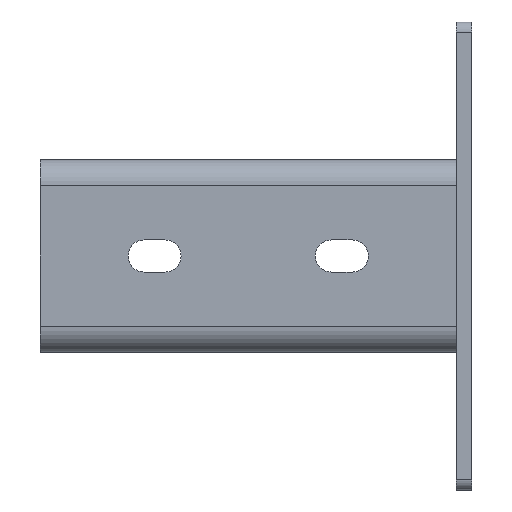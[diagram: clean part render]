
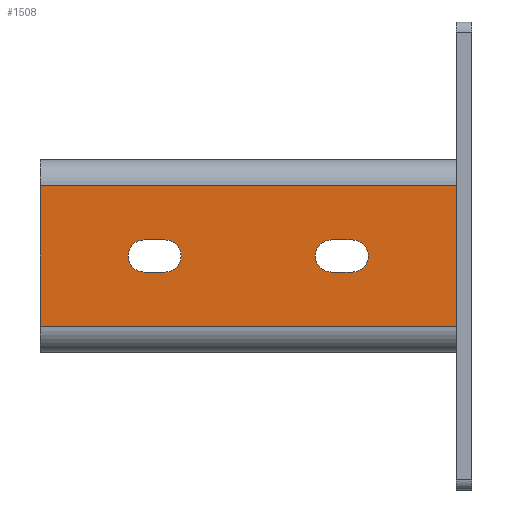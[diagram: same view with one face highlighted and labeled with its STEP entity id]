
A CAD part, left-side view. The second image highlights one B-rep face of the part: STEP entity #1508.
In plain terms, the highlighted planar face has unit normal (-1, 0, 0).
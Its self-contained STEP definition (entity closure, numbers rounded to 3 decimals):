
#5 = FACE_BOUND ( 'NONE', #1968, .T. ) ;
#13 = VERTEX_POINT ( 'NONE', #1033 ) ;
#38 = DIRECTION ( 'NONE',  ( 0., 1., 0. ) ) ;
#42 = CIRCLE ( 'NONE', #1104, 3.1 ) ;
#47 = ORIENTED_EDGE ( 'NONE', *, *, #440, .F. ) ;
#63 = CARTESIAN_POINT ( 'NONE',  ( -1., 24., 3.158 ) ) ;
#131 = CARTESIAN_POINT ( 'NONE',  ( -1., 20., -3.042 ) ) ;
#184 = EDGE_CURVE ( 'NONE', #13, #1516, #886, .T. ) ;
#216 = LINE ( 'NONE', #1168, #417 ) ;
#227 = EDGE_LOOP ( 'NONE', ( #1304, #953, #2001, #981 ) ) ;
#256 = ORIENTED_EDGE ( 'NONE', *, *, #2205, .F. ) ;
#300 = PLANE ( 'NONE',  #359 ) ;
#305 = LINE ( 'NONE', #131, #1122 ) ;
#307 = VECTOR ( 'NONE', #1452, 1000. ) ;
#349 = EDGE_CURVE ( 'NONE', #1449, #1630, #42, .T. ) ;
#359 = AXIS2_PLACEMENT_3D ( 'NONE', #2017, #880, #2195 ) ;
#370 = VERTEX_POINT ( 'NONE', #1292 ) ;
#371 = CARTESIAN_POINT ( 'NONE',  ( -1., 20., 3.158 ) ) ;
#378 = DIRECTION ( 'NONE',  ( 0., 0., -1. ) ) ;
#393 = ORIENTED_EDGE ( 'NONE', *, *, #667, .F. ) ;
#395 = EDGE_CURVE ( 'NONE', #1164, #461, #2307, .T. ) ;
#407 = EDGE_CURVE ( 'NONE', #841, #426, #216, .T. ) ;
#417 = VECTOR ( 'NONE', #807, 1000. ) ;
#424 = VERTEX_POINT ( 'NONE', #63 ) ;
#426 = VERTEX_POINT ( 'NONE', #1744 ) ;
#432 = ORIENTED_EDGE ( 'NONE', *, *, #1675, .F. ) ;
#440 = EDGE_CURVE ( 'NONE', #1299, #1449, #305, .T. ) ;
#461 = VERTEX_POINT ( 'NONE', #2011 ) ;
#494 = AXIS2_PLACEMENT_3D ( 'NONE', #1543, #1194, #1351 ) ;
#501 = CARTESIAN_POINT ( 'NONE',  ( -1., 60., -3.042 ) ) ;
#505 = VERTEX_POINT ( 'NONE', #501 ) ;
#510 = CARTESIAN_POINT ( 'NONE',  ( -1., 80., 13.558 ) ) ;
#553 = CARTESIAN_POINT ( 'NONE',  ( -1., 0., -15.442 ) ) ;
#606 = CARTESIAN_POINT ( 'NONE',  ( -1., 24., -3.042 ) ) ;
#661 = VERTEX_POINT ( 'NONE', #510 ) ;
#667 = EDGE_CURVE ( 'NONE', #668, #841, #1088, .T. ) ;
#668 = VERTEX_POINT ( 'NONE', #927 ) ;
#715 = DIRECTION ( 'NONE',  ( 0., 0., -1. ) ) ;
#742 = AXIS2_PLACEMENT_3D ( 'NONE', #1536, #809, #1555 ) ;
#789 = DIRECTION ( 'NONE',  ( 0., 1., 0. ) ) ;
#798 = VECTOR ( 'NONE', #2206, 1000. ) ;
#800 = LINE ( 'NONE', #1489, #1025 ) ;
#807 = DIRECTION ( 'NONE',  ( 0., 1., 0. ) ) ;
#809 = DIRECTION ( 'NONE',  ( -1., 0., 0. ) ) ;
#841 = VERTEX_POINT ( 'NONE', #1616 ) ;
#857 = VECTOR ( 'NONE', #1436, 1000. ) ;
#880 = DIRECTION ( 'NONE',  ( -1., 0., 0. ) ) ;
#883 = CARTESIAN_POINT ( 'NONE',  ( -1., 0., 9.208 ) ) ;
#886 = LINE ( 'NONE', #553, #307 ) ;
#902 = ORIENTED_EDGE ( 'NONE', *, *, #349, .F. ) ;
#927 = CARTESIAN_POINT ( 'NONE',  ( -1., -3., 9.208 ) ) ;
#953 = ORIENTED_EDGE ( 'NONE', *, *, #1852, .F. ) ;
#981 = ORIENTED_EDGE ( 'NONE', *, *, #1476, .F. ) ;
#984 = ORIENTED_EDGE ( 'NONE', *, *, #407, .F. ) ;
#1013 = CARTESIAN_POINT ( 'NONE',  ( -1., 60., 3.158 ) ) ;
#1025 = VECTOR ( 'NONE', #715, 1000. ) ;
#1033 = CARTESIAN_POINT ( 'NONE',  ( -1., 0., 13.558 ) ) ;
#1088 = LINE ( 'NONE', #1889, #1715 ) ;
#1098 = EDGE_CURVE ( 'NONE', #1359, #505, #2095, .T. ) ;
#1103 = DIRECTION ( 'NONE',  ( -1., 0., 0. ) ) ;
#1104 = AXIS2_PLACEMENT_3D ( 'NONE', #1695, #1103, #1679 ) ;
#1122 = VECTOR ( 'NONE', #1822, 1000. ) ;
#1129 = CARTESIAN_POINT ( 'NONE',  ( -1., 60., 3.158 ) ) ;
#1164 = VERTEX_POINT ( 'NONE', #1493 ) ;
#1168 = CARTESIAN_POINT ( 'NONE',  ( -1., -3., -9.192 ) ) ;
#1194 = DIRECTION ( 'NONE',  ( -1., 0., 0. ) ) ;
#1217 = DIRECTION ( 'NONE',  ( 0., -1., 0. ) ) ;
#1237 = CIRCLE ( 'NONE', #742, 3.1 ) ;
#1244 = EDGE_CURVE ( 'NONE', #424, #1299, #1237, .T. ) ;
#1271 = ORIENTED_EDGE ( 'NONE', *, *, #2047, .T. ) ;
#1292 = CARTESIAN_POINT ( 'NONE',  ( -1., 0., -13.442 ) ) ;
#1299 = VERTEX_POINT ( 'NONE', #606 ) ;
#1301 = CARTESIAN_POINT ( 'NONE',  ( -1., 60., 0.058 ) ) ;
#1304 = ORIENTED_EDGE ( 'NONE', *, *, #1098, .F. ) ;
#1351 = DIRECTION ( 'NONE',  ( 0., 0., -1. ) ) ;
#1359 = VERTEX_POINT ( 'NONE', #1013 ) ;
#1373 = FACE_BOUND ( 'NONE', #227, .T. ) ;
#1403 = CARTESIAN_POINT ( 'NONE',  ( -1., 20., -3.042 ) ) ;
#1410 = CARTESIAN_POINT ( 'NONE',  ( -1., -3., 9.208 ) ) ;
#1425 = VERTEX_POINT ( 'NONE', #1584 ) ;
#1436 = DIRECTION ( 'NONE',  ( 0., -1., 0. ) ) ;
#1449 = VERTEX_POINT ( 'NONE', #1403 ) ;
#1452 = DIRECTION ( 'NONE',  ( 0., 0., -1. ) ) ;
#1467 = LINE ( 'NONE', #1909, #1766 ) ;
#1476 = EDGE_CURVE ( 'NONE', #505, #1164, #2241, .T. ) ;
#1489 = CARTESIAN_POINT ( 'NONE',  ( -1., 0., -15.442 ) ) ;
#1492 = ORIENTED_EDGE ( 'NONE', *, *, #1976, .F. ) ;
#1493 = CARTESIAN_POINT ( 'NONE',  ( -1., 56., -3.042 ) ) ;
#1508 = ADVANCED_FACE ( 'NONE', ( #1373, #5, #2039 ), #300, .T. ) ;
#1516 = VERTEX_POINT ( 'NONE', #883 ) ;
#1521 = LINE ( 'NONE', #1552, #1830 ) ;
#1536 = CARTESIAN_POINT ( 'NONE',  ( -1., 24., 0.058 ) ) ;
#1543 = CARTESIAN_POINT ( 'NONE',  ( -1., 56., 0.058 ) ) ;
#1552 = CARTESIAN_POINT ( 'NONE',  ( -1., 20., 3.158 ) ) ;
#1555 = DIRECTION ( 'NONE',  ( 0., 0., 1. ) ) ;
#1570 = EDGE_CURVE ( 'NONE', #668, #1516, #2182, .T. ) ;
#1582 = CARTESIAN_POINT ( 'NONE',  ( -1., 80., -13.442 ) ) ;
#1584 = CARTESIAN_POINT ( 'NONE',  ( -1., 80., -13.442 ) ) ;
#1616 = CARTESIAN_POINT ( 'NONE',  ( -1., -3., -9.192 ) ) ;
#1630 = VERTEX_POINT ( 'NONE', #371 ) ;
#1675 = EDGE_CURVE ( 'NONE', #426, #370, #800, .T. ) ;
#1678 = LINE ( 'NONE', #2392, #798 ) ;
#1679 = DIRECTION ( 'NONE',  ( 0., 0., 1. ) ) ;
#1695 = CARTESIAN_POINT ( 'NONE',  ( -1., 20., 0.058 ) ) ;
#1704 = DIRECTION ( 'NONE',  ( 0., 0., -1. ) ) ;
#1715 = VECTOR ( 'NONE', #2070, 1000. ) ;
#1736 = EDGE_CURVE ( 'NONE', #661, #1425, #1467, .T. ) ;
#1744 = CARTESIAN_POINT ( 'NONE',  ( -1., 0., -9.192 ) ) ;
#1766 = VECTOR ( 'NONE', #378, 1000. ) ;
#1780 = ORIENTED_EDGE ( 'NONE', *, *, #1244, .F. ) ;
#1791 = EDGE_LOOP ( 'NONE', ( #2087, #256, #2065, #1271, #432, #984, #393, #1794 ) ) ;
#1794 = ORIENTED_EDGE ( 'NONE', *, *, #1570, .T. ) ;
#1822 = DIRECTION ( 'NONE',  ( 0., -1., 0. ) ) ;
#1830 = VECTOR ( 'NONE', #38, 1000. ) ;
#1852 = EDGE_CURVE ( 'NONE', #461, #1359, #2007, .T. ) ;
#1889 = CARTESIAN_POINT ( 'NONE',  ( -1., -3., -9.192 ) ) ;
#1909 = CARTESIAN_POINT ( 'NONE',  ( -1., 80., -15.442 ) ) ;
#1930 = LINE ( 'NONE', #1582, #2361 ) ;
#1968 = EDGE_LOOP ( 'NONE', ( #902, #47, #1780, #1492 ) ) ;
#1976 = EDGE_CURVE ( 'NONE', #1630, #424, #1521, .T. ) ;
#2001 = ORIENTED_EDGE ( 'NONE', *, *, #395, .F. ) ;
#2007 = LINE ( 'NONE', #1129, #2358 ) ;
#2011 = CARTESIAN_POINT ( 'NONE',  ( -1., 56., 3.158 ) ) ;
#2017 = CARTESIAN_POINT ( 'NONE',  ( -1., 80., -15.442 ) ) ;
#2039 = FACE_OUTER_BOUND ( 'NONE', #1791, .T. ) ;
#2047 = EDGE_CURVE ( 'NONE', #1425, #370, #1930, .T. ) ;
#2065 = ORIENTED_EDGE ( 'NONE', *, *, #1736, .T. ) ;
#2066 = DIRECTION ( 'NONE',  ( -1., 0., 0. ) ) ;
#2070 = DIRECTION ( 'NONE',  ( 0., 0., -1. ) ) ;
#2087 = ORIENTED_EDGE ( 'NONE', *, *, #184, .F. ) ;
#2095 = CIRCLE ( 'NONE', #2104, 3.1 ) ;
#2104 = AXIS2_PLACEMENT_3D ( 'NONE', #1301, #2066, #1704 ) ;
#2156 = CARTESIAN_POINT ( 'NONE',  ( -1., 60., -3.042 ) ) ;
#2182 = LINE ( 'NONE', #1410, #2270 ) ;
#2195 = DIRECTION ( 'NONE',  ( 0., 0., 1. ) ) ;
#2205 = EDGE_CURVE ( 'NONE', #661, #13, #1678, .T. ) ;
#2206 = DIRECTION ( 'NONE',  ( 0., -1., 0. ) ) ;
#2241 = LINE ( 'NONE', #2156, #857 ) ;
#2270 = VECTOR ( 'NONE', #2380, 1000. ) ;
#2307 = CIRCLE ( 'NONE', #494, 3.1 ) ;
#2358 = VECTOR ( 'NONE', #789, 1000. ) ;
#2361 = VECTOR ( 'NONE', #1217, 1000. ) ;
#2380 = DIRECTION ( 'NONE',  ( 0., 1., 0. ) ) ;
#2392 = CARTESIAN_POINT ( 'NONE',  ( -1., 80., 13.558 ) ) ;
